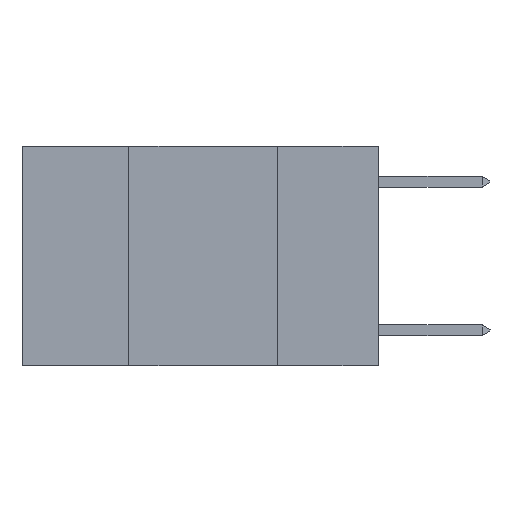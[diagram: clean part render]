
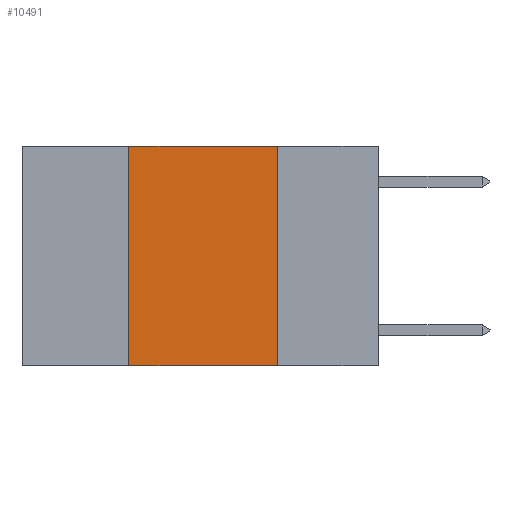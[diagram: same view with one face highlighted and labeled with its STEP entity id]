
A CAD part, left-side view. The second image highlights one B-rep face of the part: STEP entity #10491.
In plain terms, the highlighted planar face has unit normal (-1, 0, 0).
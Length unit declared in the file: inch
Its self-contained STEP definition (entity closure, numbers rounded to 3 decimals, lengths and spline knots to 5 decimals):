
#599 = AXIS2_PLACEMENT_3D ( 'NONE', #14513, #7110, #15709 ) ;
#1190 = LINE ( 'NONE', #5425, #2042 ) ;
#1196 = DIRECTION ( 'NONE',  ( 0., 0., 1. ) ) ;
#2042 = VECTOR ( 'NONE', #14084, 39.37008 ) ;
#3353 = CARTESIAN_POINT ( 'NONE',  ( 0., 0.6, -0.37 ) ) ;
#3686 = ORIENTED_EDGE ( 'NONE', *, *, #3782, .F. ) ;
#3782 = EDGE_CURVE ( 'NONE', #15502, #13522, #10515, .T. ) ;
#4013 = VECTOR ( 'NONE', #6254, 39.37008 ) ;
#4086 = VECTOR ( 'NONE', #12107, 39.37008 ) ;
#5015 = CARTESIAN_POINT ( 'NONE',  ( 0., 0.6, 0. ) ) ;
#5212 = ORIENTED_EDGE ( 'NONE', *, *, #6024, .F. ) ;
#5425 = CARTESIAN_POINT ( 'NONE',  ( 0., 0.17, 0. ) ) ;
#5870 = PLANE ( 'NONE',  #599 ) ;
#6024 = EDGE_CURVE ( 'NONE', #13522, #11709, #13930, .T. ) ;
#6254 = DIRECTION ( 'NONE',  ( 0., -1., 0. ) ) ;
#7110 = DIRECTION ( 'NONE',  ( 1., 0., 0. ) ) ;
#8857 = CARTESIAN_POINT ( 'NONE',  ( 0., 0.42, 0. ) ) ;
#9015 = EDGE_CURVE ( 'NONE', #11709, #10489, #1190, .T. ) ;
#10489 = VERTEX_POINT ( 'NONE', #10819 ) ;
#10491 = ADVANCED_FACE ( 'NONE', ( #12234 ), #5870, .F. ) ;
#10515 = LINE ( 'NONE', #8857, #13399 ) ;
#10731 = LINE ( 'NONE', #3353, #4086 ) ;
#10819 = CARTESIAN_POINT ( 'NONE',  ( 0., 0.17, -0.37 ) ) ;
#11309 = EDGE_LOOP ( 'NONE', ( #12534, #5212, #3686, #15533 ) ) ;
#11519 = CARTESIAN_POINT ( 'NONE',  ( 0., 0.17, 0. ) ) ;
#11709 = VERTEX_POINT ( 'NONE', #11519 ) ;
#11934 = CARTESIAN_POINT ( 'NONE',  ( 0., 0.42, -0.37 ) ) ;
#12107 = DIRECTION ( 'NONE',  ( 0., -1., 0. ) ) ;
#12234 = FACE_OUTER_BOUND ( 'NONE', #11309, .T. ) ;
#12534 = ORIENTED_EDGE ( 'NONE', *, *, #9015, .F. ) ;
#13399 = VECTOR ( 'NONE', #1196, 39.37008 ) ;
#13522 = VERTEX_POINT ( 'NONE', #16082 ) ;
#13930 = LINE ( 'NONE', #5015, #4013 ) ;
#14084 = DIRECTION ( 'NONE',  ( 0., 0., -1. ) ) ;
#14513 = CARTESIAN_POINT ( 'NONE',  ( 0., 0.6, 0. ) ) ;
#15060 = EDGE_CURVE ( 'NONE', #15502, #10489, #10731, .T. ) ;
#15502 = VERTEX_POINT ( 'NONE', #11934 ) ;
#15533 = ORIENTED_EDGE ( 'NONE', *, *, #15060, .T. ) ;
#15709 = DIRECTION ( 'NONE',  ( 0., 0., -1. ) ) ;
#16082 = CARTESIAN_POINT ( 'NONE',  ( 0., 0.42, 0. ) ) ;
